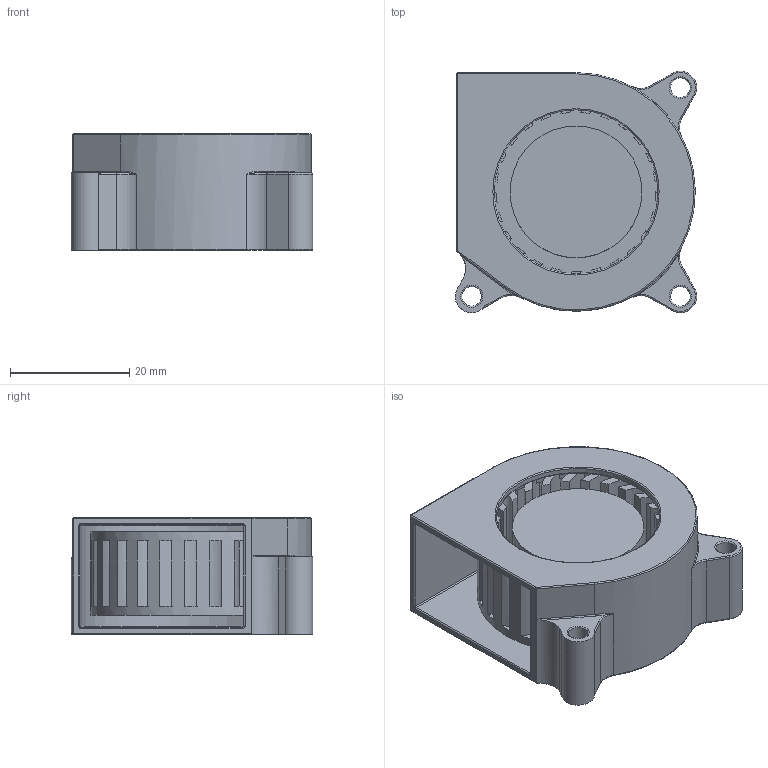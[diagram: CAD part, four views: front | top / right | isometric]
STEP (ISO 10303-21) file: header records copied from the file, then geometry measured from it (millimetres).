
FILE_DESCRIPTION(/* description */ (''),/* implementation_level */ '2;1');
FILE_NAME(/* name */ '40mm Blower v2.step',/* time_stamp */ '2017-01-24T09:18:38-08:00',/* author */ (''),/* organization */ (''),/* preprocessor_version */ 'ST-DEVELOPER v16.5',/* originating_system */ 'Autodesk Translation Framework v5.2.0.2920',/* authorisation */ '');
FILE_SCHEMA (('AUTOMOTIVE_DESIGN { 1 0 10303 214 3 1 1 }'));
Length unit declared in the file: millimetre
Products named in the file (1): 40mm Blower v2
Bounding box: 40.5 x 40.5 x 19.6 mm (x, y, z)
Volume: 14393.6 mm3; surface area: 16174.2 mm2
Topology: 2 solids, 2 shells, 229 faces, 686 edges, 435 vertices
Faces by surface type: cylinder 143, plane 47, torus 31, bspline 5, sphere 3
Full cylindrical faces by diameter (mm): 3.3 x3, 22.1 x1, 27.5 x1, 33.9 x1
Entity records: 8119 total; most frequent: CARTESIAN_POINT 1561, DIRECTION 1534, ORIENTED_EDGE 1334, EDGE_CURVE 667, AXIS2_PLACEMENT_3D 654, VERTEX_POINT 433, CIRCLE 423, EDGE_LOOP 278
